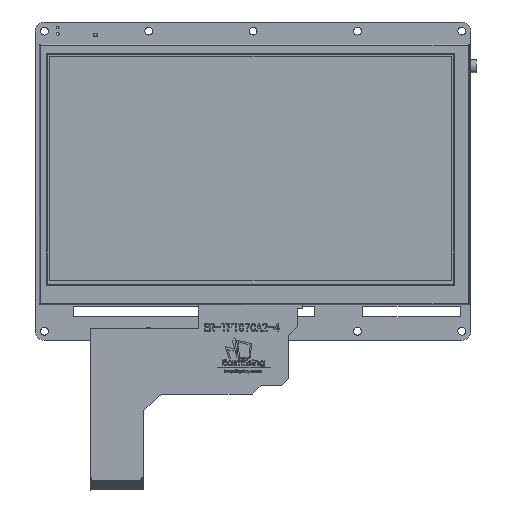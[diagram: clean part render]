
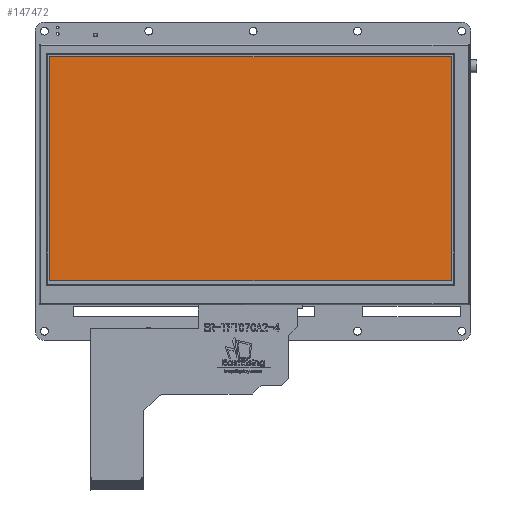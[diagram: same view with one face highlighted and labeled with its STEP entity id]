
A CAD part, top view. The second image highlights one B-rep face of the part: STEP entity #147472.
In plain terms, the highlighted planar face has unit normal (0, 0, 1).
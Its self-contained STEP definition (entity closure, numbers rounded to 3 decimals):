
#147226 = EDGE_CURVE('',#147227,#147229,#147231,.T.);
#147227 = VERTEX_POINT('',#147228);
#147228 = CARTESIAN_POINT('',(-78.55,45.7,3.1));
#147229 = VERTEX_POINT('',#147230);
#147230 = CARTESIAN_POINT('',(75.53,45.7,3.1));
#147231 = LINE('',#147232,#147233);
#147232 = CARTESIAN_POINT('',(0.,45.7,3.1));
#147233 = VECTOR('',#147234,1.);
#147234 = DIRECTION('',(1.,0.,0.));
#147236 = EDGE_CURVE('',#147229,#147237,#147239,.T.);
#147237 = VERTEX_POINT('',#147238);
#147238 = CARTESIAN_POINT('',(75.53,-40.22,3.1));
#147239 = LINE('',#147240,#147241);
#147240 = CARTESIAN_POINT('',(75.53,0.,3.1));
#147241 = VECTOR('',#147242,1.);
#147242 = DIRECTION('',(0.,-1.,0.));
#147244 = EDGE_CURVE('',#147237,#147245,#147247,.T.);
#147245 = VERTEX_POINT('',#147246);
#147246 = CARTESIAN_POINT('',(-78.55,-40.22,3.1));
#147247 = LINE('',#147248,#147249);
#147248 = CARTESIAN_POINT('',(0.,-40.22,3.1));
#147249 = VECTOR('',#147250,1.);
#147250 = DIRECTION('',(-1.,0.,0.));
#147252 = EDGE_CURVE('',#147245,#147227,#147253,.T.);
#147253 = LINE('',#147254,#147255);
#147254 = CARTESIAN_POINT('',(-78.55,0.,3.1));
#147255 = VECTOR('',#147256,1.);
#147256 = DIRECTION('',(0.,1.,0.));
#147472 = ADVANCED_FACE('',(#147473),#147479,.T.);
#147473 = FACE_BOUND('',#147474,.T.);
#147474 = EDGE_LOOP('',(#147475,#147476,#147477,#147478));
#147475 = ORIENTED_EDGE('',*,*,#147236,.F.);
#147476 = ORIENTED_EDGE('',*,*,#147226,.F.);
#147477 = ORIENTED_EDGE('',*,*,#147252,.F.);
#147478 = ORIENTED_EDGE('',*,*,#147244,.F.);
#147479 = PLANE('',#147480);
#147480 = AXIS2_PLACEMENT_3D('',#147481,#147482,#147483);
#147481 = CARTESIAN_POINT('',(0.,0.,3.1));
#147482 = DIRECTION('',(0.,0.,1.));
#147483 = DIRECTION('',(1.,0.,-0.));
